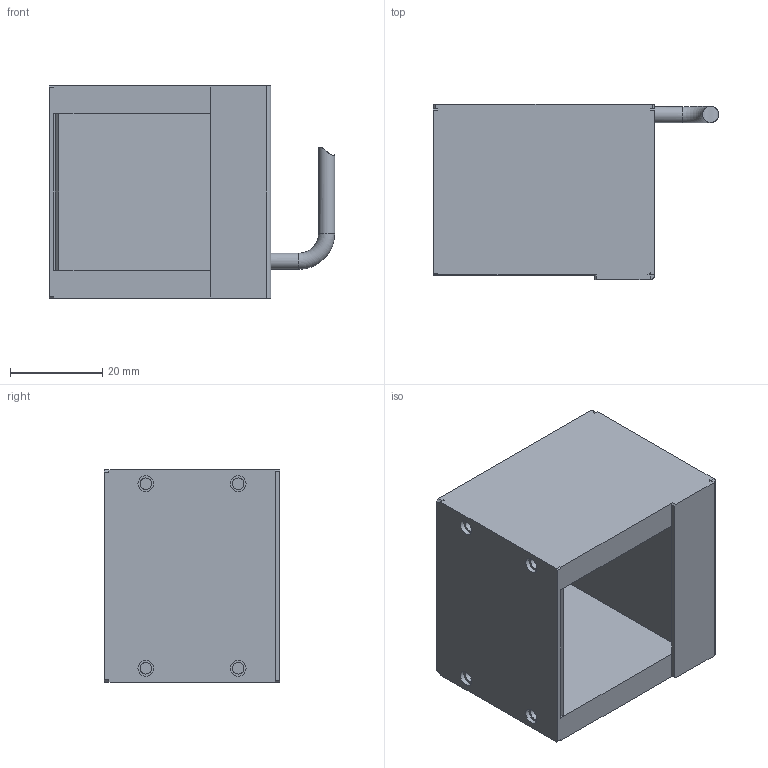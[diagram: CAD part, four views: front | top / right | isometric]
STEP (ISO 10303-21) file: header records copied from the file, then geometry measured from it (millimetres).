
FILE_DESCRIPTION (( 'STEP AP203' ), '1' );
FILE_NAME ('SOAD-34x.STEP', '2016-02-16T08:05:24', ( 'CCS Inc' ), ( 'CCS Inc' ), 'SwSTEP 2.0', 'SolidWorks 2011', '' );
FILE_SCHEMA (( 'CONFIG_CONTROL_DESIGN' ));
Length unit declared in the file: millimetre
Products named in the file (1): SOAD-34x
Bounding box: 61.85 x 38 x 46 mm (x, y, z)
Volume: 31435.8 mm3; surface area: 24475.6 mm2
Topology: 1 solids, 1 shells, 107 faces, 276 edges, 179 vertices
Faces by surface type: plane 76, cylinder 25, cone 4, torus 1, bspline 1
Full cylindrical faces by diameter (mm): 2.5 x8, 3.4 x8, 3.5 x2
Entity records: 3249 total; most frequent: CARTESIAN_POINT 626, DIRECTION 510, ORIENTED_EDGE 502, EDGE_CURVE 251, LINE 188, VECTOR 188, VERTEX_POINT 173, AXIS2_PLACEMENT_3D 161
